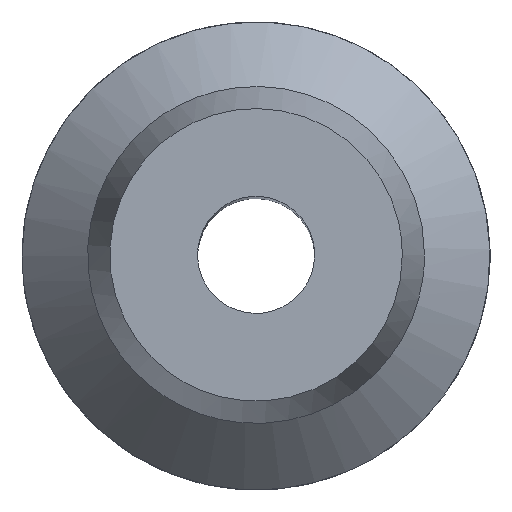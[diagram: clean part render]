
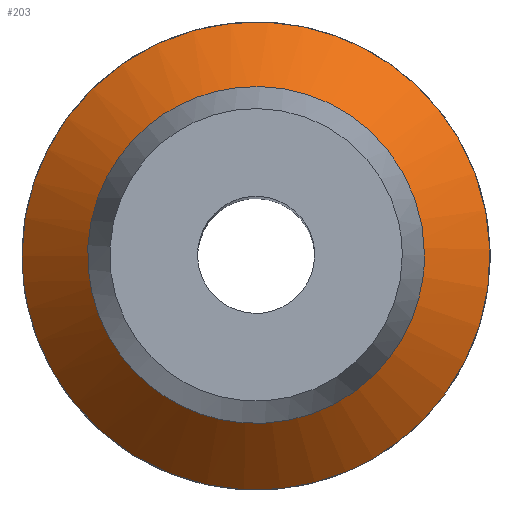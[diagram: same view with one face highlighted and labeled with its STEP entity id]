
A CAD part, top view. The second image highlights one B-rep face of the part: STEP entity #203.
In plain terms, the highlighted free-form (B-spline) face has degree [2, 1] with [7, 2] control points.
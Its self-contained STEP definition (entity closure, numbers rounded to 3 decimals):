
#129 = EDGE_CURVE('',#130,#130,#132,.T.);
#130 = VERTEX_POINT('',#131);
#131 = CARTESIAN_POINT('',(-4.465,0.,12.838));
#132 = ( BOUNDED_CURVE() B_SPLINE_CURVE(2,(#133,#134,#135,#136,#137,#138
,#139),.UNSPECIFIED.,.T.,.F.) B_SPLINE_CURVE_WITH_KNOTS((1,2,2,2,2,1),(
    -2.094,0.,2.094,4.189,6.283,
8.378),.UNSPECIFIED.) CURVE() GEOMETRIC_REPRESENTATION_ITEM() 
RATIONAL_B_SPLINE_CURVE((1.,0.5,1.,0.5,1.,0.5,1.)) REPRESENTATION_ITEM(
  '') );
#133 = CARTESIAN_POINT('',(-4.465,0.,12.838));
#134 = CARTESIAN_POINT('',(-4.465,7.734,
    12.838));
#135 = CARTESIAN_POINT('',(2.233,3.867,12.838
    ));
#136 = CARTESIAN_POINT('',(8.931,0.,
    12.838));
#137 = CARTESIAN_POINT('',(2.233,-3.867,
    12.838));
#138 = CARTESIAN_POINT('',(-4.465,-7.734,
    12.838));
#139 = CARTESIAN_POINT('',(-4.465,0.,12.838));
#203 = ADVANCED_FACE('',(#204),#225,.T.);
#204 = FACE_BOUND('',#205,.T.);
#205 = EDGE_LOOP('',(#206,#218,#223,#224));
#206 = ORIENTED_EDGE('',*,*,#207,.F.);
#207 = EDGE_CURVE('',#208,#208,#210,.T.);
#208 = VERTEX_POINT('',#209);
#209 = CARTESIAN_POINT('',(-2.791,0.,14.512));
#210 = ( BOUNDED_CURVE() B_SPLINE_CURVE(2,(#211,#212,#213,#214,#215,#216
,#217),.UNSPECIFIED.,.T.,.F.) B_SPLINE_CURVE_WITH_KNOTS((1,2,2,2,2,1),(
    -2.094,0.,2.094,4.189,6.283,
8.378),.UNSPECIFIED.) CURVE() GEOMETRIC_REPRESENTATION_ITEM() 
RATIONAL_B_SPLINE_CURVE((1.,0.5,1.,0.5,1.,0.5,1.)) REPRESENTATION_ITEM(
  '') );
#211 = CARTESIAN_POINT('',(-2.791,0.,14.512));
#212 = CARTESIAN_POINT('',(-2.791,-4.834,
    14.512));
#213 = CARTESIAN_POINT('',(1.395,-2.417,
    14.512));
#214 = CARTESIAN_POINT('',(5.582,0.,
    14.512));
#215 = CARTESIAN_POINT('',(1.395,2.417,14.512
    ));
#216 = CARTESIAN_POINT('',(-2.791,4.834,
    14.512));
#217 = CARTESIAN_POINT('',(-2.791,0.,14.512));
#218 = ORIENTED_EDGE('',*,*,#219,.T.);
#219 = EDGE_CURVE('',#208,#130,#220,.T.);
#220 = B_SPLINE_CURVE_WITH_KNOTS('',1,(#221,#222),.UNSPECIFIED.,.F.,.F.,
  (2,2),(-2.121,0.),.PIECEWISE_BEZIER_KNOTS.);
#221 = CARTESIAN_POINT('',(-2.791,0.,14.512));
#222 = CARTESIAN_POINT('',(-4.465,0.,12.838));
#223 = ORIENTED_EDGE('',*,*,#129,.F.);
#224 = ORIENTED_EDGE('',*,*,#219,.F.);
#225 = ( BOUNDED_SURFACE() B_SPLINE_SURFACE(2,1,(
    (#226,#227)
    ,(#228,#229)
    ,(#230,#231)
    ,(#232,#233)
    ,(#234,#235)
    ,(#236,#237)
,(#238,#239
    )),.UNSPECIFIED.,.T.,.F.,.F.) B_SPLINE_SURFACE_WITH_KNOTS((1,2,2,2,2
    ,1),(2,2),(-2.094,0.,2.094,4.189,
    6.283,8.378),(-2.121,0.),.UNSPECIFIED.) 
GEOMETRIC_REPRESENTATION_ITEM() RATIONAL_B_SPLINE_SURFACE((
    (1.,1.)
    ,(0.5,0.5)
    ,(1.,1.)
    ,(0.5,0.5)
    ,(1.,1.)
    ,(0.5,0.5)
,(1.,1.))) REPRESENTATION_ITEM('') SURFACE() );
#226 = CARTESIAN_POINT('',(-2.791,0.,14.512));
#227 = CARTESIAN_POINT('',(-4.465,0.,12.838));
#228 = CARTESIAN_POINT('',(-2.791,4.834,14.512
    ));
#229 = CARTESIAN_POINT('',(-4.465,7.734,
    12.838));
#230 = CARTESIAN_POINT('',(1.395,2.417,14.512)
  );
#231 = CARTESIAN_POINT('',(2.233,3.867,12.838
    ));
#232 = CARTESIAN_POINT('',(5.582,0.,
    14.512));
#233 = CARTESIAN_POINT('',(8.931,0.,
    12.838));
#234 = CARTESIAN_POINT('',(1.395,-2.417,14.512
    ));
#235 = CARTESIAN_POINT('',(2.233,-3.867,
    12.838));
#236 = CARTESIAN_POINT('',(-2.791,-4.834,
    14.512));
#237 = CARTESIAN_POINT('',(-4.465,-7.734,
    12.838));
#238 = CARTESIAN_POINT('',(-2.791,0.,14.512));
#239 = CARTESIAN_POINT('',(-4.465,0.,12.838));
